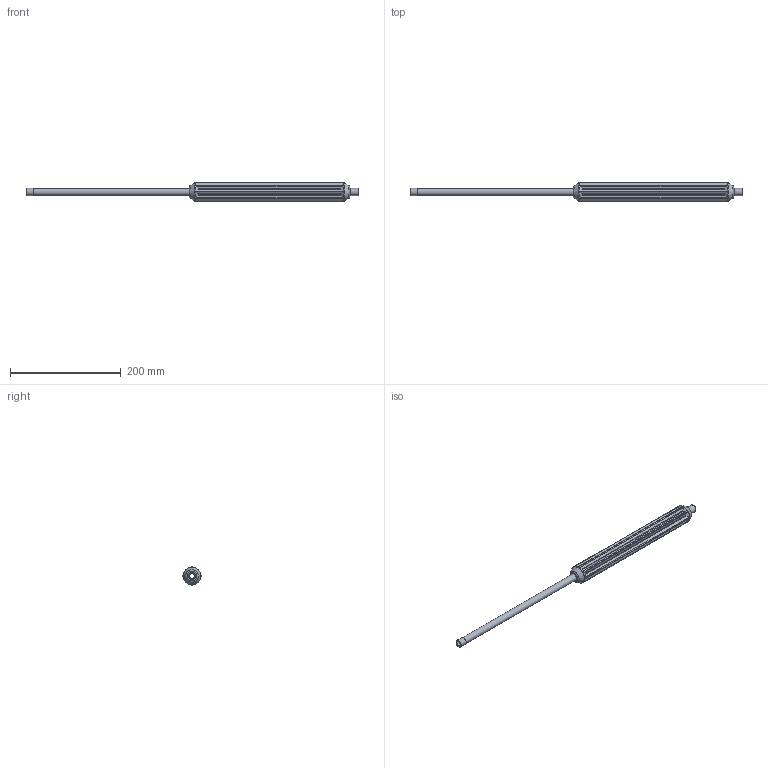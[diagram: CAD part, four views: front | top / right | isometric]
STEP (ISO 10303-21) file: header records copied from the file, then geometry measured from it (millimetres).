
FILE_DESCRIPTION(/* description */ ('Unknown'),/* implementation_level */ '2;1');
FILE_NAME(/* name */ '070000180',/* time_stamp */ '2020-04-01T11:57:57+02:00',/* author */ ('Unknown'),/* organization */ ('Unknown'),/* preprocessor_version */ 'ST-DEVELOPER v16.7',/* originating_system */ 'DEX',/* authorisation */ $);
FILE_SCHEMA (('AUTOMOTIVE_DESIGN {1 0 10303 214 3 1 1}'));
Length unit declared in the file: millimetre
Products named in the file (1): Part1
Bounding box: 600 x 33 x 33 mm (x, y, z)
Volume: 192912.3 mm3; surface area: 85285.5 mm2
Topology: 2 solids, 2 shells, 427 faces, 1083 edges, 716 vertices
Faces by surface type: plane 276, bspline 84, cylinder 29, torus 20, cone 18
Full cylindrical faces by diameter (mm): 9 x1, 12.6 x1, 13 x1, 13.16 x2
Entity records: 17037 total; most frequent: CARTESIAN_POINT 8294, ORIENTED_EDGE 2104, DIRECTION 1140, EDGE_CURVE 1052, VERTEX_POINT 712, B_SPLINE_CURVE_WITH_KNOTS 672, EDGE_LOOP 514, FACE_BOUND 514
